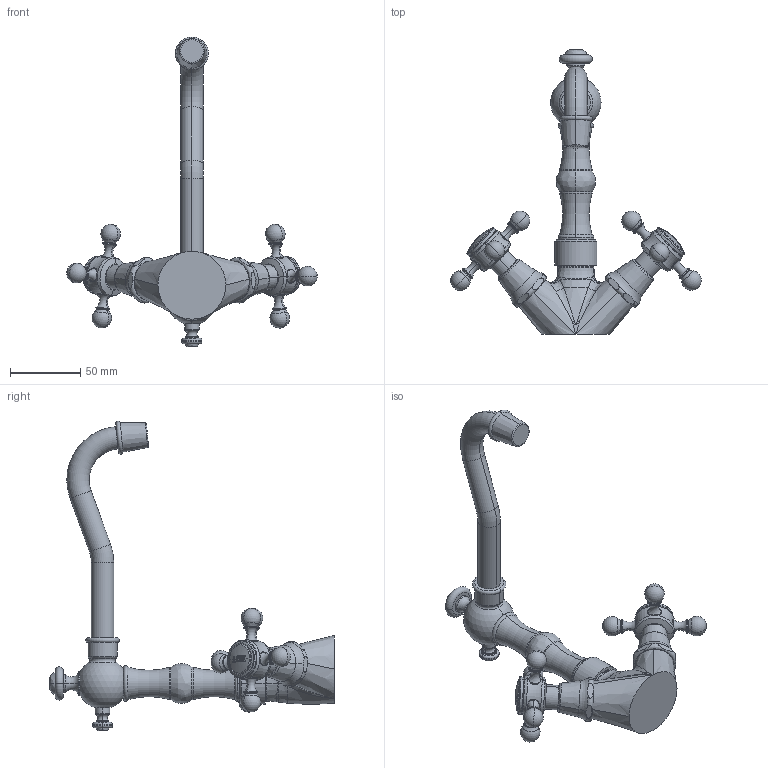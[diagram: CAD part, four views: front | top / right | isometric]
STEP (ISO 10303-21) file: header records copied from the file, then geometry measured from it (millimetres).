
FILE_DESCRIPTION((''),'2;1');
FILE_NAME('938','2021-05-11T15:50:44',('rsmith'),(''),'CREO PARAMETRIC BY PTC INC, 2018400','CREO PARAMETRIC BY PTC INC, 2018400','');
FILE_SCHEMA(('AUTOMOTIVE_DESIGN { 1 0 10303 214 1 1 1 1 }'));
Length unit declared in the file: inch
Products named in the file (1): 938
Bounding box: 178.14 x 202.51 x 220.39 mm (x, y, z)
Volume: 268733.1 mm3; surface area: 52654.8 mm2
Topology: 3 solids, 3 shells, 475 faces, 1134 edges, 677 vertices
Faces by surface type: torus 122, plane 101, cylinder 94, bspline 68, cone 48, sphere 34, extrusion 8
Entity records: 24951 total; most frequent: CARTESIAN_POINT 8635, DIRECTION 2237, ORIENTED_EDGE 2228, PRESENTATION_STYLE_ASSIGNMENT 1431, STYLED_ITEM 1117, CURVE_STYLE 1114, EDGE_CURVE 1114, AXIS2_PLACEMENT_3D 1014
